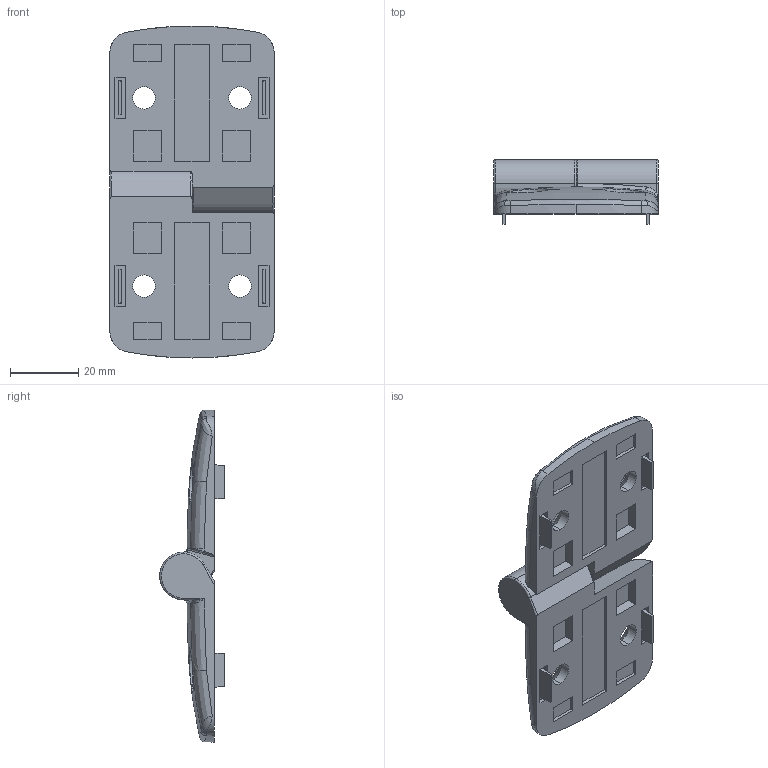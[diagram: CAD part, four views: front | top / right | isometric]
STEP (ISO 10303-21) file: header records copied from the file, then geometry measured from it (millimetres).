
FILE_DESCRIPTION (( 'STEP AP214' ), '1' );
FILE_NAME ('095k5050L10.STEP', '2014-08-13T12:51:44', ( '' ), ( '' ), 'SwSTEP 2.0', 'SolidWorks 2014', '' );
FILE_SCHEMA (( 'AUTOMOTIVE_DESIGN' ));
Length unit declared in the file: millimetre
Products named in the file (3): 095k.01es01_6-41; 095k50L00_095 k 50 l10; 095k5050L10
Assembly tree (3 placements, depth 2):
  095k5050L10
    095k50L00_095 k 50 l10  x2
    095k.01es01_6-41
Bounding box: 48 x 18.9 x 97 mm (x, y, z)
Volume: 29255.5 mm3; surface area: 14643.6 mm2
Topology: 3 solids, 3 shells, 220 faces, 538 edges, 336 vertices
Faces by surface type: plane 110, cylinder 48, bspline 38, cone 12, torus 12
Entity records: 4504 total; most frequent: CARTESIAN_POINT 1799, ORIENTED_EDGE 558, DIRECTION 489, EDGE_CURVE 279, VERTEX_POINT 176, AXIS2_PLACEMENT_3D 167, VECTOR 155, LINE 155
